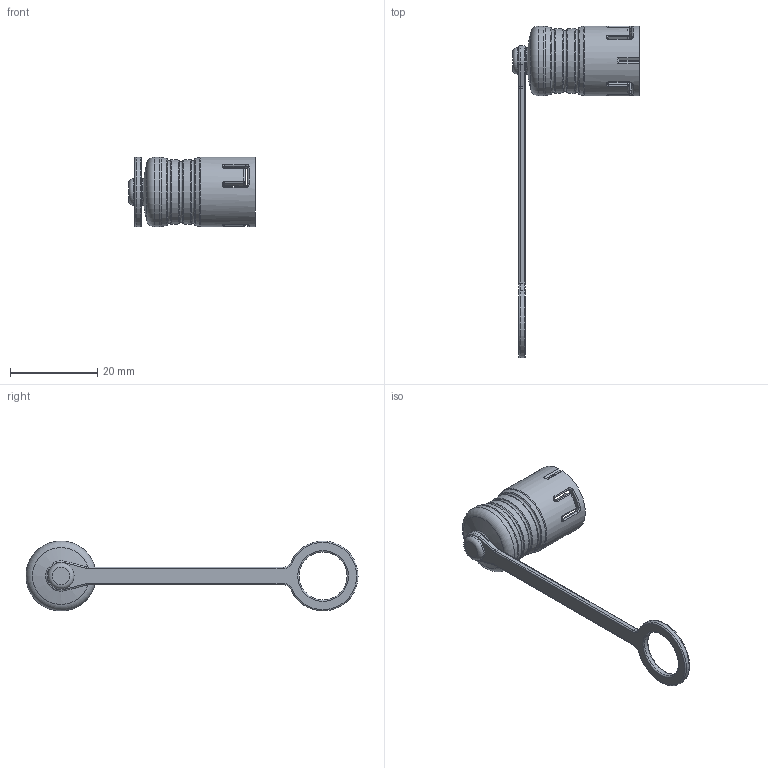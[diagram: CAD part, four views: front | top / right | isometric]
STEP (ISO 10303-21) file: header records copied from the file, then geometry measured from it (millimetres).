
FILE_DESCRIPTION(/* description */ (''),/* implementation_level */ '2;1');
FILE_NAME(/* name */ '08-2681-000-000-001_00.stp',/* time_stamp */ '2023-02-20T09:35:44+01:00',/* author */ (''),/* organization */ (''),/* preprocessor_version */ 'ST-DEVELOPER v16',/* originating_system */ 'SIEMENS PLM Software NX 11.0',/* authorisation */ '');
FILE_SCHEMA (('AUTOMOTIVE_DESIGN { 1 0 10303 214 3 1 1 1 }'));
Length unit declared in the file: millimetre
Products named in the file (1): khau27F800BEd8oy
Bounding box: 29 x 76 x 16 mm (x, y, z)
Volume: 3260.9 mm3; surface area: 3314.2 mm2
Topology: 1 solids, 1 shells, 206 faces, 506 edges, 295 vertices
Faces by surface type: cylinder 69, torus 58, plane 42, bspline 21, cone 10, sphere 6
Full cylindrical faces by diameter (mm): 6 x2, 8.1 x1, 11 x1, 11.5 x1, 16 x2
Entity records: 6938 total; most frequent: CARTESIAN_POINT 2437, DIRECTION 934, ORIENTED_EDGE 912, EDGE_CURVE 456, AXIS2_PLACEMENT_3D 397, VERTEX_POINT 285, EDGE_LOOP 247, ADVANCED_FACE 206
